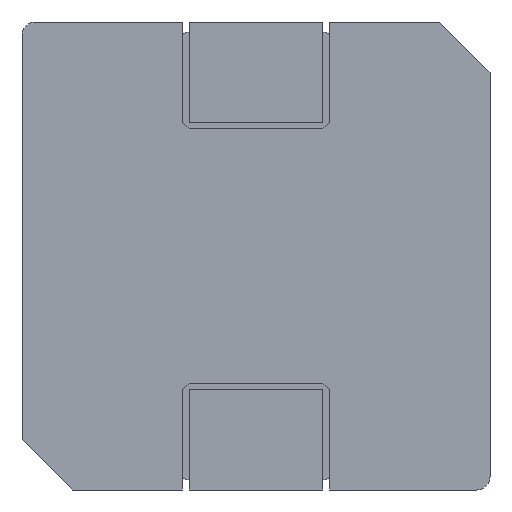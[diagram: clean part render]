
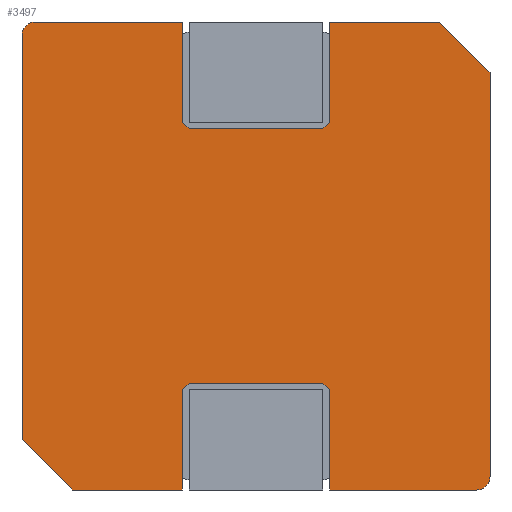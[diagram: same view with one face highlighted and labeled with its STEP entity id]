
A CAD part, front view. The second image highlights one B-rep face of the part: STEP entity #3497.
In plain terms, the highlighted planar face has unit normal (0, -1, 0).
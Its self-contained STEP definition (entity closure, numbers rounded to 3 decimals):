
#25=DIRECTION('',(0.707,0.,-0.707));
#26=VECTOR('',#25,1.063);
#27=CARTESIAN_POINT('',(2.748,0.,3.5));
#28=LINE('',#27,#26);
#29=CARTESIAN_POINT('',(3.3,0.,-3.3));
#30=DIRECTION('',(0.,-1.,0.));
#31=DIRECTION('',(0.,0.,-1.));
#32=AXIS2_PLACEMENT_3D('',#29,#30,#31);
#34=DIRECTION('',(0.,0.,1.));
#35=VECTOR('',#34,1.5);
#36=CARTESIAN_POINT('',(1.1,0.,-3.5));
#37=LINE('',#36,#35);
#38=DIRECTION('',(0.707,0.,-0.707));
#39=VECTOR('',#38,0.141);
#40=CARTESIAN_POINT('',(1.,0.,-1.9));
#41=LINE('',#40,#39);
#42=DIRECTION('',(1.,0.,0.));
#43=VECTOR('',#42,2.);
#44=CARTESIAN_POINT('',(-1.,0.,-1.9));
#45=LINE('',#44,#43);
#46=DIRECTION('',(0.707,0.,0.707));
#47=VECTOR('',#46,0.141);
#48=CARTESIAN_POINT('',(-1.1,0.,-2.));
#49=LINE('',#48,#47);
#50=DIRECTION('',(0.,0.,1.));
#51=VECTOR('',#50,1.5);
#52=CARTESIAN_POINT('',(-1.1,0.,-3.5));
#53=LINE('',#52,#51);
#54=DIRECTION('',(-0.707,0.,0.707));
#55=VECTOR('',#54,1.063);
#56=CARTESIAN_POINT('',(-2.748,0.,-3.5));
#57=LINE('',#56,#55);
#58=CARTESIAN_POINT('',(-3.3,0.,3.3));
#59=DIRECTION('',(0.,-1.,0.));
#60=DIRECTION('',(0.,0.,1.));
#61=AXIS2_PLACEMENT_3D('',#58,#59,#60);
#63=DIRECTION('',(0.,0.,-1.));
#64=VECTOR('',#63,1.5);
#65=CARTESIAN_POINT('',(-1.1,0.,3.5));
#66=LINE('',#65,#64);
#67=DIRECTION('',(-0.707,0.,0.707));
#68=VECTOR('',#67,0.141);
#69=CARTESIAN_POINT('',(-1.,0.,1.9));
#70=LINE('',#69,#68);
#71=DIRECTION('',(-1.,0.,0.));
#72=VECTOR('',#71,2.);
#73=CARTESIAN_POINT('',(1.,0.,1.9));
#74=LINE('',#73,#72);
#75=DIRECTION('',(-0.707,0.,-0.707));
#76=VECTOR('',#75,0.141);
#77=CARTESIAN_POINT('',(1.1,0.,2.));
#78=LINE('',#77,#76);
#79=DIRECTION('',(0.,0.,-1.));
#80=VECTOR('',#79,1.5);
#81=CARTESIAN_POINT('',(1.1,0.,3.5));
#82=LINE('',#81,#80);
#3026=DIRECTION('',(-1.,0.,0.));
#3027=VECTOR('',#3026,1.648);
#3028=CARTESIAN_POINT('',(2.748,0.,3.5));
#3029=LINE('',#3028,#3027);
#3046=DIRECTION('',(-1.,0.,0.));
#3047=VECTOR('',#3046,2.2);
#3048=CARTESIAN_POINT('',(-1.1,0.,3.5));
#3049=LINE('',#3048,#3047);
#3126=DIRECTION('',(0.,0.,1.));
#3127=VECTOR('',#3126,6.048);
#3128=CARTESIAN_POINT('',(3.5,0.,-3.3));
#3129=LINE('',#3128,#3127);
#3134=DIRECTION('',(1.,0.,0.));
#3135=VECTOR('',#3134,1.648);
#3136=CARTESIAN_POINT('',(-2.748,0.,-3.5));
#3137=LINE('',#3136,#3135);
#3154=DIRECTION('',(1.,0.,0.));
#3155=VECTOR('',#3154,2.2);
#3156=CARTESIAN_POINT('',(1.1,0.,-3.5));
#3157=LINE('',#3156,#3155);
#3234=DIRECTION('',(0.,0.,-1.));
#3235=VECTOR('',#3234,6.048);
#3236=CARTESIAN_POINT('',(-3.5,0.,3.3));
#3237=LINE('',#3236,#3235);
#3264=CARTESIAN_POINT('',(-2.748,0.,-3.5));
#3265=CARTESIAN_POINT('',(-3.5,0.,-2.748));
#3266=VERTEX_POINT('',#3264);
#3267=VERTEX_POINT('',#3265);
#3268=CARTESIAN_POINT('',(2.748,0.,3.5));
#3269=CARTESIAN_POINT('',(3.5,0.,2.748));
#3270=VERTEX_POINT('',#3268);
#3271=VERTEX_POINT('',#3269);
#3283=CARTESIAN_POINT('',(-3.3,0.,3.5));
#3284=CARTESIAN_POINT('',(-3.5,0.,3.3));
#3285=VERTEX_POINT('',#3283);
#3286=VERTEX_POINT('',#3284);
#3291=CARTESIAN_POINT('',(3.3,0.,-3.5));
#3292=CARTESIAN_POINT('',(3.5,0.,-3.3));
#3293=VERTEX_POINT('',#3291);
#3294=VERTEX_POINT('',#3292);
#3323=CARTESIAN_POINT('',(1.1,0.,3.5));
#3324=VERTEX_POINT('',#3323);
#3327=CARTESIAN_POINT('',(-1.1,0.,-3.5));
#3328=VERTEX_POINT('',#3327);
#3378=CARTESIAN_POINT('',(-1.1,0.,-2.));
#3379=VERTEX_POINT('',#3378);
#3380=CARTESIAN_POINT('',(-1.,0.,-1.9));
#3381=VERTEX_POINT('',#3380);
#3382=CARTESIAN_POINT('',(1.,0.,-1.9));
#3383=VERTEX_POINT('',#3382);
#3384=CARTESIAN_POINT('',(1.1,0.,-2.));
#3385=VERTEX_POINT('',#3384);
#3386=CARTESIAN_POINT('',(1.1,0.,-3.5));
#3387=VERTEX_POINT('',#3386);
#3388=CARTESIAN_POINT('',(1.1,0.,2.));
#3389=VERTEX_POINT('',#3388);
#3390=CARTESIAN_POINT('',(1.,0.,1.9));
#3391=VERTEX_POINT('',#3390);
#3392=CARTESIAN_POINT('',(-1.,0.,1.9));
#3393=VERTEX_POINT('',#3392);
#3394=CARTESIAN_POINT('',(-1.1,0.,2.));
#3395=VERTEX_POINT('',#3394);
#3396=CARTESIAN_POINT('',(-1.1,0.,3.5));
#3397=VERTEX_POINT('',#3396);
#3450=CARTESIAN_POINT('',(0.,0.,0.));
#3451=DIRECTION('',(0.,1.,0.));
#3452=DIRECTION('',(1.,0.,0.));
#3453=AXIS2_PLACEMENT_3D('',#3450,#3451,#3452);
#3454=PLANE('',#3453);
#3456=ORIENTED_EDGE('',*,*,#3455,.F.);
#3458=ORIENTED_EDGE('',*,*,#3457,.T.);
#3460=ORIENTED_EDGE('',*,*,#3459,.F.);
#3462=ORIENTED_EDGE('',*,*,#3461,.F.);
#3464=ORIENTED_EDGE('',*,*,#3463,.F.);
#3466=ORIENTED_EDGE('',*,*,#3465,.T.);
#3468=ORIENTED_EDGE('',*,*,#3467,.F.);
#3470=ORIENTED_EDGE('',*,*,#3469,.F.);
#3472=ORIENTED_EDGE('',*,*,#3471,.F.);
#3474=ORIENTED_EDGE('',*,*,#3473,.F.);
#3476=ORIENTED_EDGE('',*,*,#3475,.F.);
#3478=ORIENTED_EDGE('',*,*,#3477,.T.);
#3480=ORIENTED_EDGE('',*,*,#3479,.F.);
#3482=ORIENTED_EDGE('',*,*,#3481,.F.);
#3484=ORIENTED_EDGE('',*,*,#3483,.F.);
#3486=ORIENTED_EDGE('',*,*,#3485,.T.);
#3488=ORIENTED_EDGE('',*,*,#3487,.F.);
#3490=ORIENTED_EDGE('',*,*,#3489,.F.);
#3492=ORIENTED_EDGE('',*,*,#3491,.F.);
#3494=ORIENTED_EDGE('',*,*,#3493,.F.);
#3495=EDGE_LOOP('',(#3456,#3458,#3460,#3462,#3464,#3466,#3468,#3470,#3472,#3474,
#3476,#3478,#3480,#3482,#3484,#3486,#3488,#3490,#3492,#3494));
#3496=FACE_OUTER_BOUND('',#3495,.F.);
#33=CIRCLE('',#32,0.2);
#62=CIRCLE('',#61,0.2);
#3455=EDGE_CURVE('',#3270,#3324,#3029,.T.);
#3457=EDGE_CURVE('',#3270,#3271,#28,.T.);
#3459=EDGE_CURVE('',#3294,#3271,#3129,.T.);
#3461=EDGE_CURVE('',#3293,#3294,#33,.T.);
#3463=EDGE_CURVE('',#3387,#3293,#3157,.T.);
#3465=EDGE_CURVE('',#3387,#3385,#37,.T.);
#3467=EDGE_CURVE('',#3383,#3385,#41,.T.);
#3469=EDGE_CURVE('',#3381,#3383,#45,.T.);
#3471=EDGE_CURVE('',#3379,#3381,#49,.T.);
#3473=EDGE_CURVE('',#3328,#3379,#53,.T.);
#3475=EDGE_CURVE('',#3266,#3328,#3137,.T.);
#3477=EDGE_CURVE('',#3266,#3267,#57,.T.);
#3479=EDGE_CURVE('',#3286,#3267,#3237,.T.);
#3481=EDGE_CURVE('',#3285,#3286,#62,.T.);
#3483=EDGE_CURVE('',#3397,#3285,#3049,.T.);
#3485=EDGE_CURVE('',#3397,#3395,#66,.T.);
#3487=EDGE_CURVE('',#3393,#3395,#70,.T.);
#3489=EDGE_CURVE('',#3391,#3393,#74,.T.);
#3491=EDGE_CURVE('',#3389,#3391,#78,.T.);
#3493=EDGE_CURVE('',#3324,#3389,#82,.T.);
#3497=ADVANCED_FACE('',(#3496),#3454,.F.);
